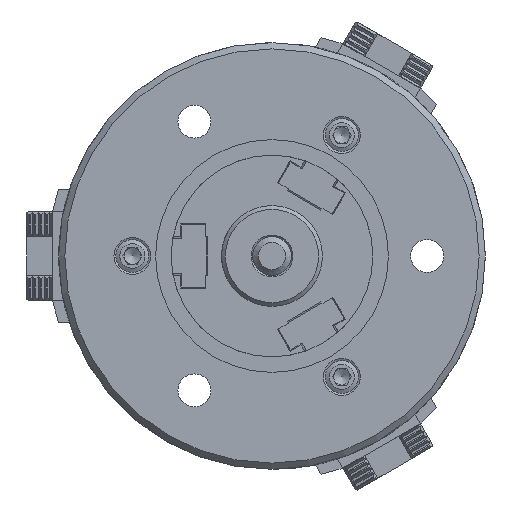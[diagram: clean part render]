
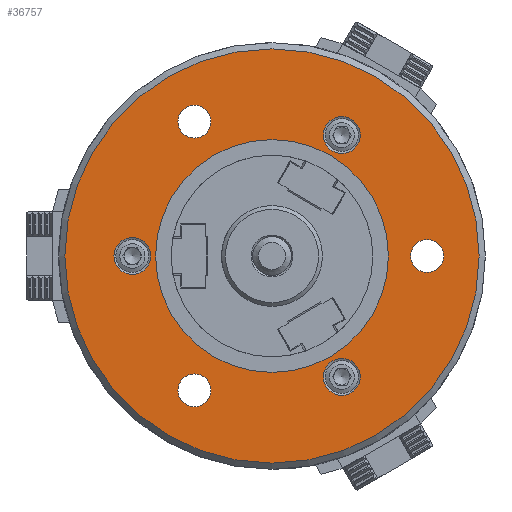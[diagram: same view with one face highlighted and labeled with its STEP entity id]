
A CAD part, left-side view. The second image highlights one B-rep face of the part: STEP entity #36757.
In plain terms, the highlighted planar face has unit normal (-1, 0, 0).
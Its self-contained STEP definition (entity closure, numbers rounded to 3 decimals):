
#10067=ORIENTED_EDGE('',*,*,#20859,.F.);
#10068=ORIENTED_EDGE('',*,*,#20860,.T.);
#10069=ORIENTED_EDGE('',*,*,#20861,.T.);
#10070=ORIENTED_EDGE('',*,*,#20862,.F.);
#10071=ORIENTED_EDGE('',*,*,#20863,.T.);
#10072=ORIENTED_EDGE('',*,*,#20864,.F.);
#10073=ORIENTED_EDGE('',*,*,#20865,.T.);
#10074=ORIENTED_EDGE('',*,*,#20866,.T.);
#20859=EDGE_CURVE('',#26255,#26255,#29902,.T.);
#20860=EDGE_CURVE('',#26256,#26256,#29903,.T.);
#20861=EDGE_CURVE('',#26257,#26257,#29904,.T.);
#20862=EDGE_CURVE('',#26258,#26258,#29905,.T.);
#20863=EDGE_CURVE('',#26259,#26259,#29906,.T.);
#20864=EDGE_CURVE('',#26260,#26260,#29907,.T.);
#20865=EDGE_CURVE('',#26261,#26261,#29908,.T.);
#20866=EDGE_CURVE('',#26262,#26262,#29909,.T.);
#26255=VERTEX_POINT('',#51570);
#26256=VERTEX_POINT('',#51572);
#26257=VERTEX_POINT('',#51574);
#26258=VERTEX_POINT('',#51576);
#26259=VERTEX_POINT('',#51578);
#26260=VERTEX_POINT('',#51580);
#26261=VERTEX_POINT('',#51582);
#26262=VERTEX_POINT('',#51584);
#29902=CIRCLE('',#39035,4.75);
#29903=CIRCLE('',#39036,30.);
#29904=CIRCLE('',#39037,4.75);
#29905=CIRCLE('',#39038,53.4);
#29906=CIRCLE('',#39039,4.25);
#29907=CIRCLE('',#39040,4.25);
#29908=CIRCLE('',#39041,4.75);
#29909=CIRCLE('',#39042,4.25);
#30381=EDGE_LOOP('',(#10067));
#30382=EDGE_LOOP('',(#10068));
#30383=EDGE_LOOP('',(#10069));
#30384=EDGE_LOOP('',(#10070));
#30385=EDGE_LOOP('',(#10071));
#30386=EDGE_LOOP('',(#10072));
#30387=EDGE_LOOP('',(#10073));
#30388=EDGE_LOOP('',(#10074));
#32673=FACE_BOUND('',#30381,.T.);
#32674=FACE_BOUND('',#30382,.T.);
#32675=FACE_BOUND('',#30383,.T.);
#32676=FACE_BOUND('',#30384,.T.);
#32677=FACE_BOUND('',#30385,.T.);
#32678=FACE_BOUND('',#30386,.T.);
#32679=FACE_BOUND('',#30387,.T.);
#32680=FACE_BOUND('',#30388,.T.);
#34986=PLANE('',#39034);
#36757=ADVANCED_FACE('',(#32673,#32674,#32675,#32676,#32677,#32678,#32679,
#32680),#34986,.T.);
#39034=AXIS2_PLACEMENT_3D('',#51568,#41597,#41598);
#39035=AXIS2_PLACEMENT_3D('',#51569,#41599,#41600);
#39036=AXIS2_PLACEMENT_3D('',#51571,#41601,#41602);
#39037=AXIS2_PLACEMENT_3D('',#51573,#41603,#41604);
#39038=AXIS2_PLACEMENT_3D('',#51575,#41605,#41606);
#39039=AXIS2_PLACEMENT_3D('',#51577,#41607,#41608);
#39040=AXIS2_PLACEMENT_3D('',#51579,#41609,#41610);
#39041=AXIS2_PLACEMENT_3D('',#51581,#41611,#41612);
#39042=AXIS2_PLACEMENT_3D('',#51583,#41613,#41614);
#41597=DIRECTION('',(-1.,0.,0.));
#41598=DIRECTION('',(0.,0.,1.));
#41599=DIRECTION('',(-1.,0.,0.));
#41600=DIRECTION('',(0.,0.,1.));
#41601=DIRECTION('',(1.,0.,0.));
#41602=DIRECTION('',(0.,0.,-1.));
#41603=DIRECTION('',(1.,0.,0.));
#41604=DIRECTION('',(0.,-0.866,0.5));
#41605=DIRECTION('',(1.,0.,0.));
#41606=DIRECTION('',(0.,0.,-1.));
#41607=DIRECTION('',(1.,0.,0.));
#41608=DIRECTION('',(0.,0.,-1.));
#41609=DIRECTION('',(-1.,0.,0.));
#41610=DIRECTION('',(0.,-0.866,-0.5));
#41611=DIRECTION('',(1.,0.,0.));
#41612=DIRECTION('',(0.,0.866,0.5));
#41613=DIRECTION('',(1.,0.,0.));
#41614=DIRECTION('',(0.,0.866,0.5));
#51568=CARTESIAN_POINT('',(-52.,26.7,-46.246));
#51569=CARTESIAN_POINT('',(-52.,36.,0.));
#51570=CARTESIAN_POINT('',(-52.,36.,4.75));
#51571=CARTESIAN_POINT('',(-52.,0.,0.));
#51572=CARTESIAN_POINT('',(-52.,0.,-30.));
#51573=CARTESIAN_POINT('',(-52.,-18.,-31.177));
#51574=CARTESIAN_POINT('',(-52.,-22.114,-28.802));
#51575=CARTESIAN_POINT('',(-52.,0.,0.));
#51576=CARTESIAN_POINT('',(-52.,0.,-53.4));
#51577=CARTESIAN_POINT('',(-52.,20.,-34.641));
#51578=CARTESIAN_POINT('',(-52.,20.,-38.891));
#51579=CARTESIAN_POINT('',(-52.,-40.,0.));
#51580=CARTESIAN_POINT('',(-52.,-43.681,-2.125));
#51581=CARTESIAN_POINT('',(-52.,-18.,31.177));
#51582=CARTESIAN_POINT('',(-52.,-13.886,33.552));
#51583=CARTESIAN_POINT('',(-52.,20.,34.641));
#51584=CARTESIAN_POINT('',(-52.,23.681,36.766));
